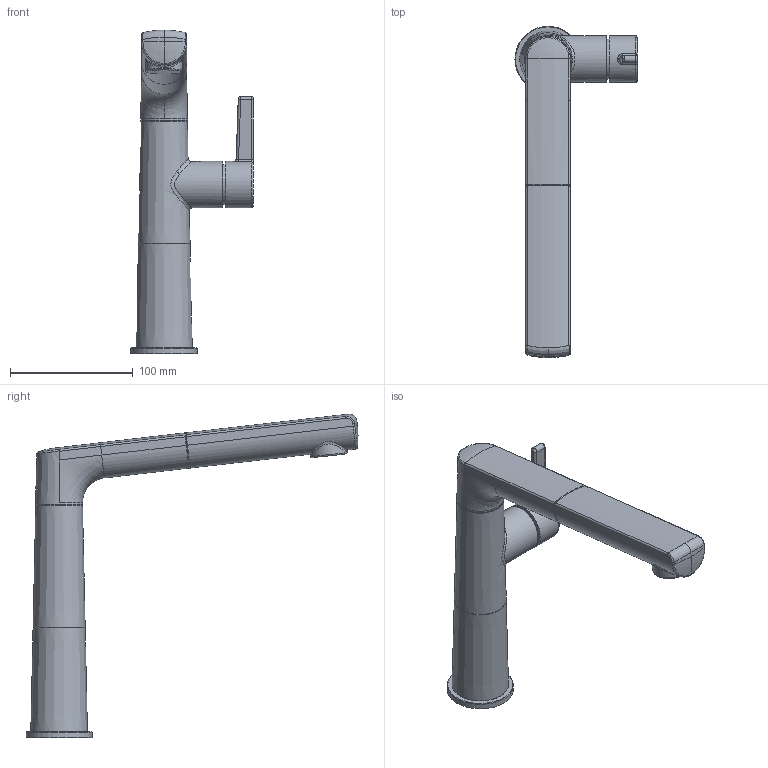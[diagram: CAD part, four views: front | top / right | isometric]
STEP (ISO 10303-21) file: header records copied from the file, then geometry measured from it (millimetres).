
FILE_DESCRIPTION(/* description */ (''),/* implementation_level */ '2;1');
FILE_NAME(/* name */ '3D_926900_SoranoSkyShower.step',/* time_stamp */ '2022-12-13T13:46:10+01:00',/* author */ (''),/* organization */ (''),/* preprocessor_version */ 'ST-DEVELOPER v19.2',/* originating_system */ 'Autodesk Translation Framework v11.17.0.187',/* authorisation */ '');
FILE_SCHEMA (('AUTOMOTIVE_DESIGN { 1 0 10303 214 3 1 1 }'));
Length unit declared in the file: millimetre
Products named in the file (8): (Nicht gespeichert); ASM0004_ASM; PRT0009; PRT0010; KAE-ES_S02_KONZEPT_05-AUSLAUF_K; PRT0011; PRT0012; KAE-ES_S02_KONZEPT_05-BRAUSE_BR
Assembly tree (7 placements, depth 3):
  (Nicht gespeichert)
    ASM0004_ASM
      PRT0009
      PRT0010
      KAE-ES_S02_KONZEPT_05-AUSLAUF_K
      PRT0011
      PRT0012
      KAE-ES_S02_KONZEPT_05-BRAUSE_BR
Bounding box: 99.5 x 270.72 x 264.04 mm (x, y, z)
Volume: 596417.3 mm3; surface area: 90623.1 mm2
Topology: 6 solids, 6 shells, 125 faces, 250 edges, 151 vertices
Faces by surface type: cylinder 39, plane 34, bspline 27, torus 22, cone 3
Full cylindrical faces by diameter (mm): 15 x2, 25 x2, 29.65 x3, 30 x4, 32.5 x1, 32.9 x1, 38 x2, 54 x1
Entity records: 11593 total; most frequent: CARTESIAN_POINT 8868, DIRECTION 542, ORIENTED_EDGE 500, EDGE_CURVE 250, AXIS2_PLACEMENT_3D 236, VERTEX_POINT 151, EDGE_LOOP 139, FACE_OUTER_BOUND 125
